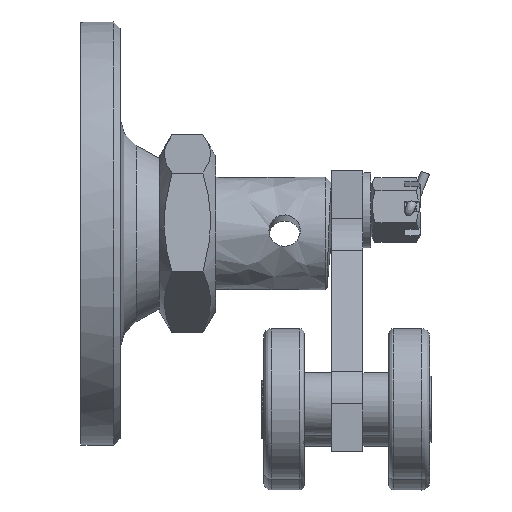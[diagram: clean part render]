
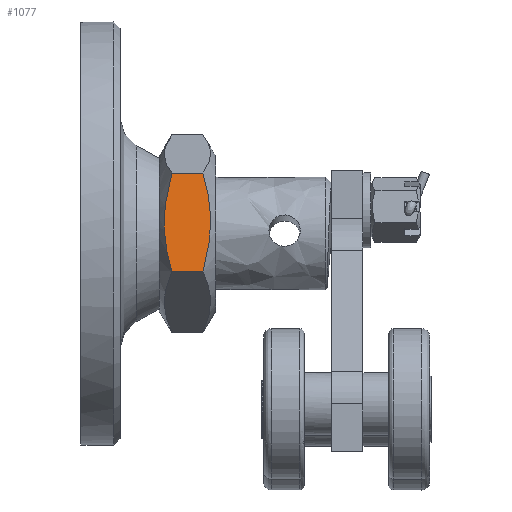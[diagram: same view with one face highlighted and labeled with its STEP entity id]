
A CAD part, left-side view. The second image highlights one B-rep face of the part: STEP entity #1077.
In plain terms, the highlighted planar face has unit normal (-0.992, 0, 0.13).
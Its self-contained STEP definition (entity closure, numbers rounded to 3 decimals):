
#1077=ADVANCED_FACE('',(#6138),#6140,.T.);
#6138=FACE_BOUND('',#6139,.T.);
#6139=EDGE_LOOP('',(#11983,#11984,#11985,#11986));
#6140=PLANE('',#6141);
#6141=AXIS2_PLACEMENT_3D('',#6142,#6143,#6144);
#6142=CARTESIAN_POINT('',(-10.643,147.666,6.828));
#6143=DIRECTION('',(-0.992,0.,0.13));
#6144=DIRECTION('',(-0.13,0.,-0.992));
#11983=ORIENTED_EDGE('',*,*,#13225,.T.);
#11984=ORIENTED_EDGE('',*,*,#13233,.T.);
#11985=ORIENTED_EDGE('',*,*,#13234,.T.);
#11986=ORIENTED_EDGE('',*,*,#13231,.F.);
#13225=EDGE_CURVE('',#14054,#14052,#14055,.T.);
#13231=EDGE_CURVE('',#14054,#14064,#14065,.T.);
#13233=EDGE_CURVE('',#14052,#14067,#14068,.T.);
#13234=EDGE_CURVE('',#14067,#14064,#14069,.T.);
#14052=VERTEX_POINT('',#30335);
#14054=VERTEX_POINT('',#30363);
#14055=B_SPLINE_CURVE_WITH_KNOTS('',3,
(#30364,#30365,#30366,#30367,#30368,#30369,#30370,#30371,#30372,#30373,#30374,#30375,
#30376,#30377,#30378,#30379,#30380,#30381,#30382,#30383,#30384,#30385,#30386,#30387,
#30388,#30389,#30390),
.UNSPECIFIED.,.F.,.F.,
(4,1,1,1,1,1,1,1,1,1,1,1,1,1,1,1,1,1,1,1,1,1,1,1,4),
(0.,0.038,0.077,0.115,0.152,0.19,
0.228,0.266,0.306,0.346,0.386,
0.427,0.467,0.508,0.551,0.595,
0.639,0.683,0.727,0.772,0.817,
0.862,0.908,0.954,1.),
.UNSPECIFIED.);
#14064=VERTEX_POINT('',#30481);
#14065=LINE('',#30482,#30483);
#14067=VERTEX_POINT('',#30512);
#14068=LINE('',#30513,#30514);
#14069=B_SPLINE_CURVE_WITH_KNOTS('',3,
(#30516,#30517,#30518,#30519,#30520,#30521,#30522,#30523,#30524,#30525,#30526,#30527,
#30528,#30529,#30530,#30531,#30532,#30533,#30534,#30535,#30536,#30537,#30538,#30539,
#30540,#30541,#30542),
.UNSPECIFIED.,.F.,.F.,
(4,1,1,1,1,1,1,1,1,1,1,1,1,1,1,1,1,1,1,1,1,1,1,1,4),
(0.,0.038,0.077,0.115,0.152,0.19,
0.228,0.266,0.306,0.346,0.386,
0.427,0.467,0.508,0.551,0.595,
0.639,0.683,0.727,0.772,0.817,
0.862,0.908,0.954,1.),
.UNSPECIFIED.);
#30335=CARTESIAN_POINT('',(-14.77,145.209,-24.657));
#30363=CARTESIAN_POINT('',(-10.643,145.209,6.828));
#30364=CARTESIAN_POINT('',(-10.643,145.209,6.828));
#30365=CARTESIAN_POINT('',(-10.695,145.324,6.434));
#30366=CARTESIAN_POINT('',(-10.798,145.546,5.647));
#30367=CARTESIAN_POINT('',(-10.953,145.86,4.466));
#30368=CARTESIAN_POINT('',(-11.107,146.152,3.287));
#30369=CARTESIAN_POINT('',(-11.262,146.421,2.11));
#30370=CARTESIAN_POINT('',(-11.417,146.667,0.927));
#30371=CARTESIAN_POINT('',(-11.573,146.891,-0.268));
#30372=CARTESIAN_POINT('',(-11.733,147.091,-1.486));
#30373=CARTESIAN_POINT('',(-11.896,147.267,-2.729));
#30374=CARTESIAN_POINT('',(-12.062,147.415,-3.997));
#30375=CARTESIAN_POINT('',(-12.23,147.53,-5.279));
#30376=CARTESIAN_POINT('',(-12.399,147.613,-6.57));
#30377=CARTESIAN_POINT('',(-12.57,147.66,-7.87));
#30378=CARTESIAN_POINT('',(-12.743,147.671,-9.195));
#30379=CARTESIAN_POINT('',(-12.921,147.643,-10.553));
#30380=CARTESIAN_POINT('',(-13.103,147.575,-11.942));
#30381=CARTESIAN_POINT('',(-13.287,147.464,-13.341));
#30382=CARTESIAN_POINT('',(-13.471,147.313,-14.746));
#30383=CARTESIAN_POINT('',(-13.655,147.121,-16.154));
#30384=CARTESIAN_POINT('',(-13.841,146.891,-17.571));
#30385=CARTESIAN_POINT('',(-14.027,146.623,-18.986));
#30386=CARTESIAN_POINT('',(-14.212,146.32,-20.399));
#30387=CARTESIAN_POINT('',(-14.397,145.984,-21.813));
#30388=CARTESIAN_POINT('',(-14.583,145.614,-23.234));
#30389=CARTESIAN_POINT('',(-14.707,145.347,-24.181));
#30390=CARTESIAN_POINT('',(-14.77,145.209,-24.657));
#30481=CARTESIAN_POINT('',(-10.643,135.297,6.828));
#30482=CARTESIAN_POINT('',(-10.643,145.209,6.828));
#30483=VECTOR('',#30484,1.);
#30484=DIRECTION('',(0.,-1.,0.));
#30512=CARTESIAN_POINT('',(-14.77,135.297,-24.657));
#30513=CARTESIAN_POINT('',(-14.77,145.209,-24.657));
#30514=VECTOR('',#30515,1.);
#30515=DIRECTION('',(0.,-1.,0.));
#30516=CARTESIAN_POINT('',(-14.77,135.297,-24.657));
#30517=CARTESIAN_POINT('',(-14.718,135.182,-24.263));
#30518=CARTESIAN_POINT('',(-14.615,134.959,-23.476));
#30519=CARTESIAN_POINT('',(-14.46,134.646,-22.294));
#30520=CARTESIAN_POINT('',(-14.306,134.354,-21.116));
#30521=CARTESIAN_POINT('',(-14.151,134.085,-19.938));
#30522=CARTESIAN_POINT('',(-13.996,133.839,-18.756));
#30523=CARTESIAN_POINT('',(-13.84,133.615,-17.561));
#30524=CARTESIAN_POINT('',(-13.68,133.414,-16.343));
#30525=CARTESIAN_POINT('',(-13.517,133.239,-15.1));
#30526=CARTESIAN_POINT('',(-13.351,133.091,-13.831));
#30527=CARTESIAN_POINT('',(-13.183,132.975,-12.55));
#30528=CARTESIAN_POINT('',(-13.014,132.893,-11.258));
#30529=CARTESIAN_POINT('',(-12.843,132.846,-9.959));
#30530=CARTESIAN_POINT('',(-12.67,132.835,-8.634));
#30531=CARTESIAN_POINT('',(-12.492,132.863,-7.276));
#30532=CARTESIAN_POINT('',(-12.31,132.931,-5.887));
#30533=CARTESIAN_POINT('',(-12.126,133.042,-4.487));
#30534=CARTESIAN_POINT('',(-11.942,133.193,-3.083));
#30535=CARTESIAN_POINT('',(-11.757,133.384,-1.674));
#30536=CARTESIAN_POINT('',(-11.572,133.615,-0.258));
#30537=CARTESIAN_POINT('',(-11.386,133.883,1.157));
#30538=CARTESIAN_POINT('',(-11.201,134.186,2.571));
#30539=CARTESIAN_POINT('',(-11.016,134.522,3.984));
#30540=CARTESIAN_POINT('',(-10.83,134.892,5.405));
#30541=CARTESIAN_POINT('',(-10.705,135.158,6.353));
#30542=CARTESIAN_POINT('',(-10.643,135.297,6.828));
